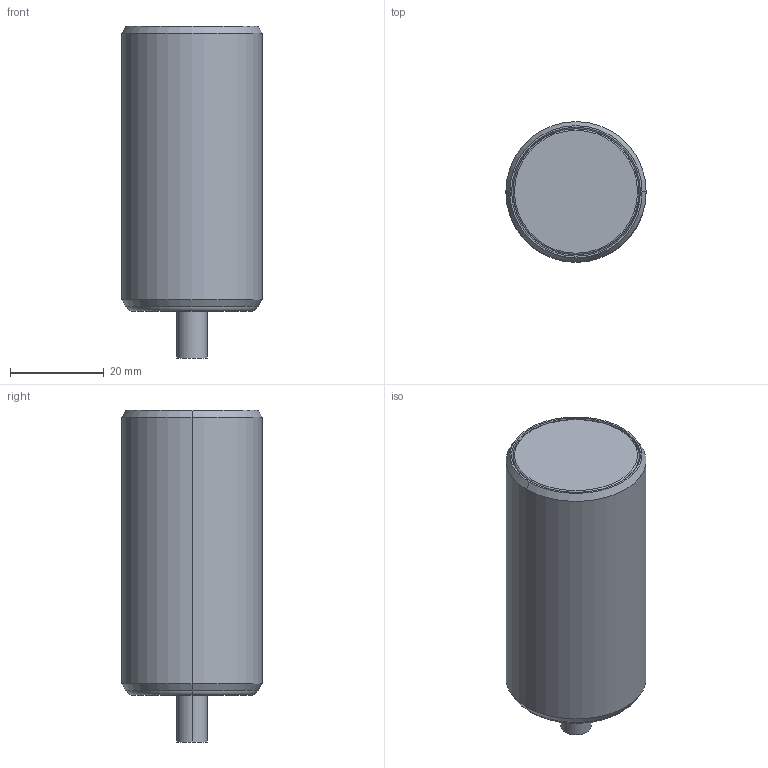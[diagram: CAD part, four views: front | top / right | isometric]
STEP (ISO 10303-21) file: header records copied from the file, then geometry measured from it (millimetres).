
FILE_DESCRIPTION((''),'2;1');
FILE_NAME('DM_CAD-2521_SW0001','2017-05-04T',('creinig-se'),(''),'PRO/ENGINEER BY PARAMETRIC TECHNOLOGY CORPORATION, 2015440','PRO/ENGINEER BY PARAMETRIC TECHNOLOGY CORPORATION, 2015440','');
FILE_SCHEMA(('CONFIG_CONTROL_DESIGN'));
Length unit declared in the file: millimetre
Products named in the file (1): DM_CAD-2521_SW0001
Bounding box: 30 x 30 x 71 mm (x, y, z)
Volume: 43169.5 mm3; surface area: 7409.7 mm2
Topology: 1 solids, 1 shells, 29 faces, 115 edges, 144 vertices
Faces by surface type: cylinder 8, torus 8, plane 7, cone 6
Entity records: 1567 total; most frequent: DIRECTION 241, CARTESIAN_POINT 187, ORIENTED_EDGE 128, AXIS2_PLACEMENT_3D 96, PRESENTATION_STYLE_ASSIGNMENT 81, STYLED_ITEM 81, CIRCLE 66, EDGE_CURVE 64
